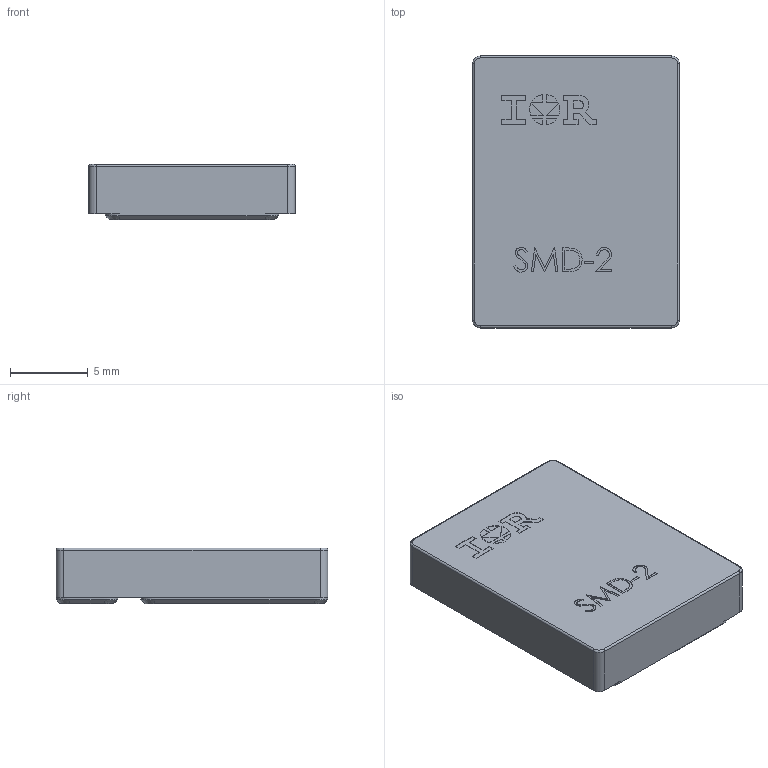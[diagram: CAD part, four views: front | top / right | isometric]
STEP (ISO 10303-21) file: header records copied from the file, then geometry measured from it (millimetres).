
FILE_DESCRIPTION (( 'STEP AP203' ), '1' );
FILE_NAME ('D100721G-STEP Rev A.STEP', '2021-11-11T12:37:42', ( '' ), ( '' ), 'SwSTEP 2.0', 'SolidWorks 2018', '' );
FILE_SCHEMA (( 'CONFIG_CONTROL_DESIGN' ));
Length unit declared in the file: inch
Products named in the file (1): D100721G-STEP Rev A
Bounding box: 13.34 x 17.53 x 3.58 mm (x, y, z)
Volume: 806 mm3; surface area: 676.6 mm2
Topology: 1 solids, 1 shells, 197 faces, 508 edges, 328 vertices
Faces by surface type: plane 121, cylinder 32, bspline 28, cone 12, torus 4
Entity records: 7385 total; most frequent: CARTESIAN_POINT 2630, ORIENTED_EDGE 1016, DIRECTION 872, EDGE_CURVE 508, VECTOR 372, LINE 372, VERTEX_POINT 328, AXIS2_PLACEMENT_3D 250
